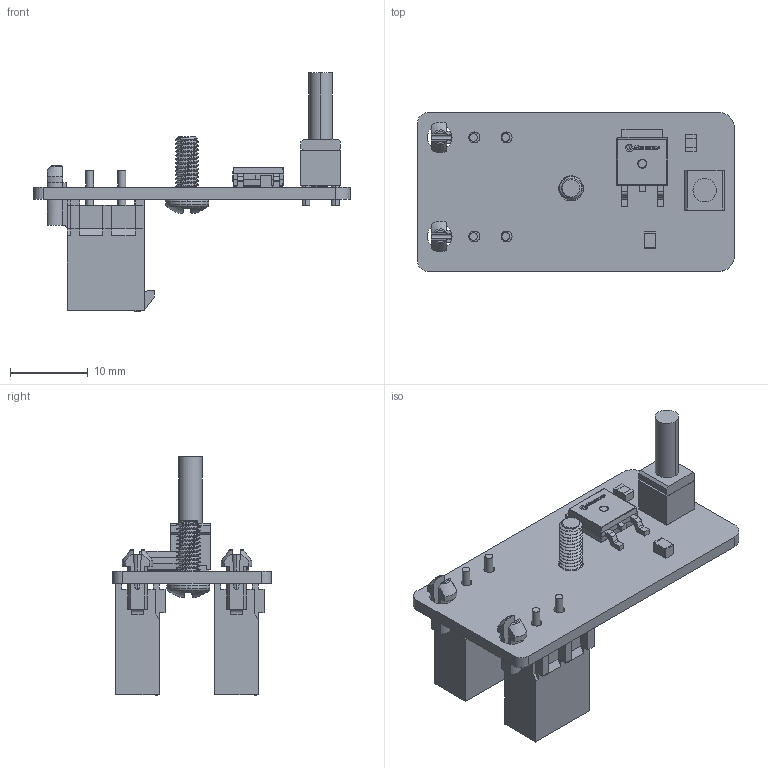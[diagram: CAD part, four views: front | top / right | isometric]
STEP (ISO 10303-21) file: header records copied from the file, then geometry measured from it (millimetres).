
FILE_DESCRIPTION(('Open CASCADE Model'),'2;1');
FILE_NAME('Open CASCADE Shape Model','2020-02-06T20:57:16',('Author'),( 'Open CASCADE'),'Open CASCADE STEP processor 6.8','Open CASCADE 6.8' ,'Unknown');
FILE_SCHEMA(('AUTOMOTIVE_DESIGN { 1 0 10303 214 1 1 1 1 }'));
Length unit declared in the file: millimetre
Products named in the file (31): PCB; Board; Open CASCADE STEP translator 6.8 1.1.1; MP1; LPA-C011301S-10; LPA-C011301S-X_Base; LPA-C011301S-10_Light_PipeSLDPRT; D1; SM0805XXC; U1; Trans_Microchip_LR8K4-G_eec; body; pins; logo; R1; 6188430048; Extruded; 6188426128; J2; c-1-770872-0-h-3d; 6188504528; J1; C1; 8545648784; 6188420768; Free-Models; 94387A209_METRIC_JIS_PAN_HEAD_PHILLIPS_MACHINE_SCREW
Assembly tree (34 placements, depth 4):
  PCB
    Board
      Open CASCADE STEP translator 6.8 1.1.1
    MP1
      LPA-C011301S-10
        LPA-C011301S-X_Base
        LPA-C011301S-10_Light_PipeSLDPRT
    D1
      SM0805XXC
    U1
      Trans_Microchip_LR8K4-G_eec
        body
        pins
        logo
    R1
      6188430048  x2
        Extruded
      6188426128
        Extruded
    J2
      c-1-770872-0-h-3d
      6188504528
        Extruded
    J1
      c-1-770872-0-h-3d
      6188504528
        Extruded
    C1
      8545648784  x2
        Extruded
      6188420768
        Extruded
    Free-Models
      94387A209_METRIC_JIS_PAN_HEAD_PHILLIPS_MACHINE_SCREW
Bounding box: 40.64 x 20.32 x 30.59 mm (x, y, z)
Volume: 2758.5 mm3; surface area: 4698 mm2
Topology: 30 solids, 30 shells, 702 faces, 1788 edges, 1166 vertices
Faces by surface type: plane 446, cylinder 178, bspline 47, cone 12, sphere 10, torus 9
Full cylindrical faces by diameter (mm): 1.016 x2, 1.397 x4, 3.175 x2, 3.2 x1
Entity records: 19809 total; most frequent: CARTESIAN_POINT 5747, ORIENTED_EDGE 2904, DIRECTION 2518, EDGE_CURVE 1452, LINE 984, VECTOR 984, VERTEX_POINT 949, AXIS2_PLACEMENT_3D 767
